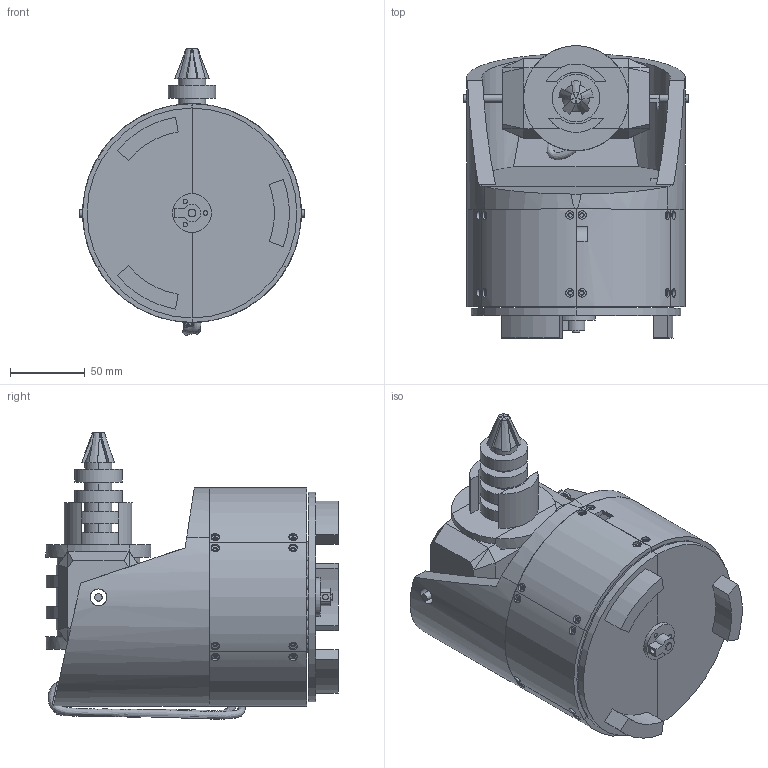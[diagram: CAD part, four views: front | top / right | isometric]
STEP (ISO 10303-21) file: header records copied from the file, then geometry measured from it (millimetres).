
FILE_DESCRIPTION(/* description */ (''),/* implementation_level */ '2;1');
FILE_NAME(/* name */ 'f631e2dc-019c-4f57-b3fe-efe52d30b3b1.stp',/* time_stamp */ '2018-04-21T17:01:57+02:00',/* author */ ('m.gafert'),/* organization */ (''),/* preprocessor_version */ 'ST-DEVELOPER v17',/* originating_system */ 'Autodesk Translation Framework v7.1.0.215',/* authorisation */ '');
FILE_SCHEMA (('AUTOMOTIVE_DESIGN { 1 0 10303 214 3 1 1 }'));
Length unit declared in the file: millimetre
Products named in the file (54): Waterblaster; Basis; Kugeln; Servo; Axialhalter; Fuesse; Fuss; Fuss (1); Fuss (2); Pumpe; Pumpenhalterung; Basis unten; Basis oben (1); Basis oben; Basis unten (1); Mitte; Wand; Mutterhalter; Mutterhalter (1); Muterhalter; Mutterhalter (2); Mutterhalter (3); Wand Knopf; Mutterhalter (8); Mutterhalter (9); Mutterhalter (10); Wand (2); Mutterhalter (11); Wand IR 3; Mutterhalter (7); Mutterhalter (6); Mutterhalter (5); Wand (1); Mutterhalter (4); Wand Halterung; Halterung; Wassertank; Schutz (1); Kanone; Oben ...
Assembly tree (56 placements, depth 4):
  Waterblaster
    Basis
      Kugeln
      Servo
      Axialhalter
      Fuesse
        Fuss
        Fuss (1)
        Fuss (2)
      Pumpe
      Pumpenhalterung
      Basis unten
      Basis oben (1)
      Basis oben
      Basis unten (1)
    Mitte
      Wand  x4
        Mutterhalter
        Mutterhalter (1)
        Muterhalter
        Mutterhalter (2)
        Mutterhalter (3)
      Wand Knopf
        Mutterhalter (8)
        Mutterhalter (9)
        Mutterhalter (10)
        Wand (2)
        Mutterhalter (11)
      Wand IR 3
        Mutterhalter (7)
        Mutterhalter (6)
        Mutterhalter (5)
        Wand (1)
        Mutterhalter (4)
    Wand Halterung
    Halterung
      Wassertank
      Schutz (1)
    Kanone
      Oben
      Ring
      Lauf oben
      Ring (2)
      Ring (1)
      Ring (3)
      Schutz
      Schutz (2)
      Unten
      Mitte (1)
      Servo Halterung
      Lauf unten
    Rohre
    Welle
    Duese
Bounding box: 150 x 195 x 191.12 mm (x, y, z)
Volume: 647944.8 mm3; surface area: 462519.5 mm2
Topology: 92 solids, 92 shells, 1028 faces, 2600 edges, 1766 vertices
Faces by surface type: plane 669, cylinder 279, bspline 33, sphere 30, cone 13, torus 4
Full cylindrical faces by diameter (mm): 1 x1, 2 x2, 3 x90, 3.1 x6, 3.8 x1, 4 x5, 5 x2, 5.6 x31, 8 x1, 10 x1, 11.2 x4, 13 x2, 14 x3, 14.4 x1, 15.2 x1, 18.2 x4, 22 x1, 23 x1, 26 x1, 27 x1, 31.671 x4
Entity records: 32861 total; most frequent: CARTESIAN_POINT 10969, DIRECTION 4291, ORIENTED_EDGE 4052, EDGE_CURVE 2026, AXIS2_PLACEMENT_3D 1506, VERTEX_POINT 1412, LINE 1279, VECTOR 1279
